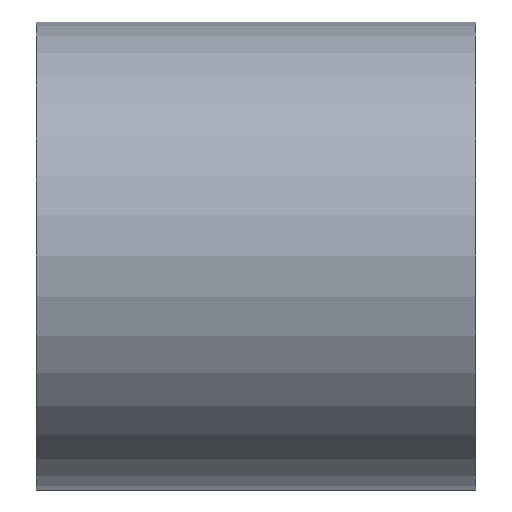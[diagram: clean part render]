
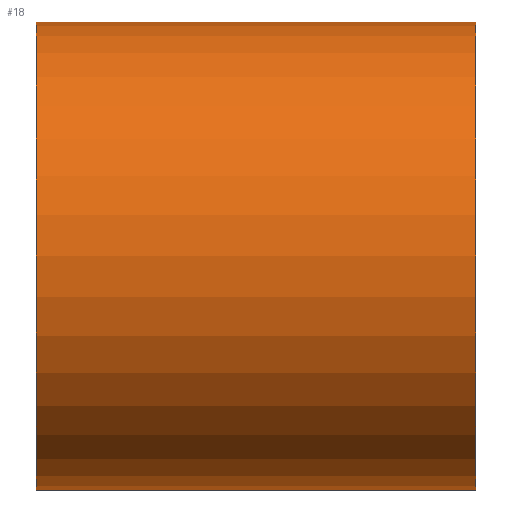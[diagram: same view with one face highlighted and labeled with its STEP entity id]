
A CAD part, left-side view. The second image highlights one B-rep face of the part: STEP entity #18.
In plain terms, the highlighted cylindrical face has radius 150 mm (diameter 300 mm), a partial arc.
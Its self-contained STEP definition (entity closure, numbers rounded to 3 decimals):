
#1 = ORIENTED_EDGE ( 'NONE', *, *, #213, .F. ) ;
#3 = FACE_OUTER_BOUND ( 'NONE', #194, .T. ) ;
#4 = VECTOR ( 'NONE', #112, 1000. ) ;
#5 = ORIENTED_EDGE ( 'NONE', *, *, #185, .F. ) ;
#6 = DIRECTION ( 'NONE',  ( 0., -1., 0. ) ) ;
#18 = ADVANCED_FACE ( 'NONE', ( #3 ), #128, .T. ) ;
#19 = VERTEX_POINT ( 'NONE', #82 ) ;
#24 = CARTESIAN_POINT ( 'NONE',  ( 0., 0., 150. ) ) ;
#28 = EDGE_CURVE ( 'NONE', #41, #211, #81, .T. ) ;
#39 = CARTESIAN_POINT ( 'NONE',  ( 0., 282., -150. ) ) ;
#41 = VERTEX_POINT ( 'NONE', #39 ) ;
#67 = DIRECTION ( 'NONE',  ( 0., 0., 1. ) ) ;
#79 = AXIS2_PLACEMENT_3D ( 'NONE', #118, #120, #97 ) ;
#81 = LINE ( 'NONE', #153, #4 ) ;
#82 = CARTESIAN_POINT ( 'NONE',  ( 0., 282., 150. ) ) ;
#85 = CARTESIAN_POINT ( 'NONE',  ( 0., 282., 0. ) ) ;
#87 = DIRECTION ( 'NONE',  ( 0., -1., 0. ) ) ;
#89 = VECTOR ( 'NONE', #87, 1000. ) ;
#93 = VERTEX_POINT ( 'NONE', #24 ) ;
#96 = ORIENTED_EDGE ( 'NONE', *, *, #28, .T. ) ;
#97 = DIRECTION ( 'NONE',  ( 0., 0., 1. ) ) ;
#112 = DIRECTION ( 'NONE',  ( 0., -1., 0. ) ) ;
#118 = CARTESIAN_POINT ( 'NONE',  ( 0., 0., 0. ) ) ;
#120 = DIRECTION ( 'NONE',  ( 0., 1., 0. ) ) ;
#128 = CYLINDRICAL_SURFACE ( 'NONE', #208, 150. ) ;
#143 = CIRCLE ( 'NONE', #219, 150. ) ;
#153 = CARTESIAN_POINT ( 'NONE',  ( 0., 282., -150. ) ) ;
#154 = DIRECTION ( 'NONE',  ( 0., 1., 0. ) ) ;
#173 = ORIENTED_EDGE ( 'NONE', *, *, #190, .T. ) ;
#185 = EDGE_CURVE ( 'NONE', #19, #93, #201, .T. ) ;
#190 = EDGE_CURVE ( 'NONE', #211, #93, #233, .T. ) ;
#194 = EDGE_LOOP ( 'NONE', ( #173, #5, #1, #96 ) ) ;
#201 = LINE ( 'NONE', #216, #89 ) ;
#203 = CARTESIAN_POINT ( 'NONE',  ( 0., 0., -150. ) ) ;
#208 = AXIS2_PLACEMENT_3D ( 'NONE', #210, #6, #228 ) ;
#210 = CARTESIAN_POINT ( 'NONE',  ( 0., 282., 0. ) ) ;
#211 = VERTEX_POINT ( 'NONE', #203 ) ;
#213 = EDGE_CURVE ( 'NONE', #41, #19, #143, .T. ) ;
#216 = CARTESIAN_POINT ( 'NONE',  ( 0., 282., 150. ) ) ;
#219 = AXIS2_PLACEMENT_3D ( 'NONE', #85, #154, #67 ) ;
#228 = DIRECTION ( 'NONE',  ( 0., 0., -1. ) ) ;
#233 = CIRCLE ( 'NONE', #79, 150. ) ;
